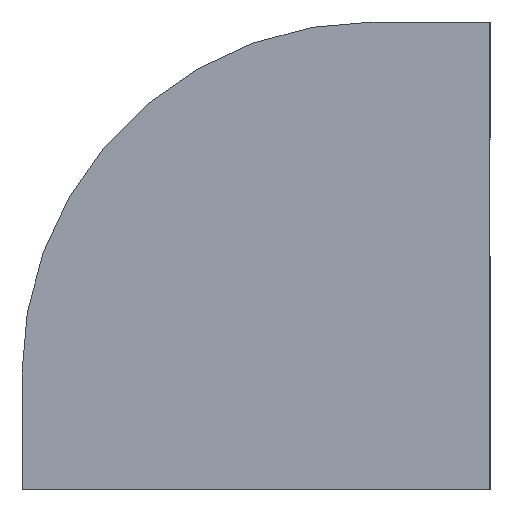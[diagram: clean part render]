
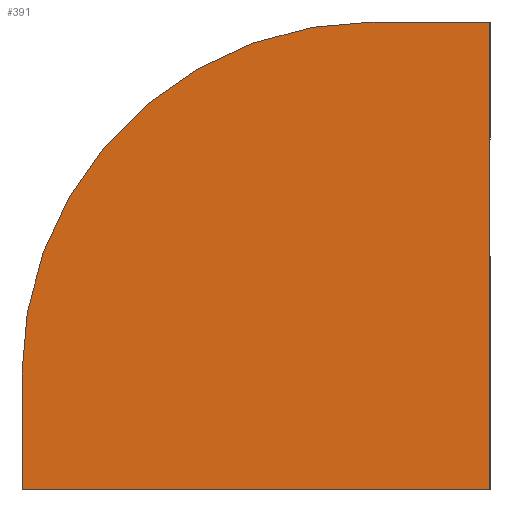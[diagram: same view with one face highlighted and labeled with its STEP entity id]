
A CAD part, left-side view. The second image highlights one B-rep face of the part: STEP entity #391.
In plain terms, the highlighted planar face has unit normal (-1, 0, 0).
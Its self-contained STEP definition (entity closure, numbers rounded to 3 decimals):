
#7 = CARTESIAN_POINT ( 'NONE',  ( -50.127, 0., 42.734 ) ) ;
#33 = DIRECTION ( 'NONE',  ( 0., 0., -1. ) ) ;
#45 = VECTOR ( 'NONE', #173, 1000. ) ;
#60 = EDGE_CURVE ( 'NONE', #509, #380, #495, .T. ) ;
#61 = ORIENTED_EDGE ( 'NONE', *, *, #340, .F. ) ;
#73 = EDGE_CURVE ( 'NONE', #380, #422, #105, .T. ) ;
#82 = DIRECTION ( 'NONE',  ( -1., 0., 0. ) ) ;
#105 = LINE ( 'NONE', #140, #622 ) ;
#124 = EDGE_LOOP ( 'NONE', ( #61, #363, #506, #311, #289 ) ) ;
#125 = CARTESIAN_POINT ( 'NONE',  ( -50.127, 0., -21.266 ) ) ;
#135 = CARTESIAN_POINT ( 'NONE',  ( -50.127, 16., 42.734 ) ) ;
#140 = CARTESIAN_POINT ( 'NONE',  ( -50.127, 0., 42.734 ) ) ;
#169 = DIRECTION ( 'NONE',  ( 0., 0., -1. ) ) ;
#173 = DIRECTION ( 'NONE',  ( 0., -1., 0. ) ) ;
#181 = AXIS2_PLACEMENT_3D ( 'NONE', #278, #82, #33 ) ;
#190 = CARTESIAN_POINT ( 'NONE',  ( -50.127, 16., -21.266 ) ) ;
#193 = DIRECTION ( 'NONE',  ( 0., -1., 0. ) ) ;
#220 = AXIS2_PLACEMENT_3D ( 'NONE', #135, #416, #169 ) ;
#222 = CARTESIAN_POINT ( 'NONE',  ( -50.127, 16., 42.734 ) ) ;
#230 = LINE ( 'NONE', #222, #45 ) ;
#269 = VECTOR ( 'NONE', #193, 1000. ) ;
#271 = FACE_OUTER_BOUND ( 'NONE', #124, .T. ) ;
#278 = CARTESIAN_POINT ( 'NONE',  ( -50.127, 16., -5.266 ) ) ;
#283 = LINE ( 'NONE', #609, #343 ) ;
#289 = ORIENTED_EDGE ( 'NONE', *, *, #73, .T. ) ;
#300 = CARTESIAN_POINT ( 'NONE',  ( -50.127, 64., -21.266 ) ) ;
#310 = EDGE_CURVE ( 'NONE', #373, #528, #464, .T. ) ;
#311 = ORIENTED_EDGE ( 'NONE', *, *, #60, .T. ) ;
#317 = EDGE_CURVE ( 'NONE', #509, #528, #283, .T. ) ;
#327 = DIRECTION ( 'NONE',  ( 0., 0., 1. ) ) ;
#340 = EDGE_CURVE ( 'NONE', #373, #422, #230, .T. ) ;
#343 = VECTOR ( 'NONE', #327, 1000. ) ;
#363 = ORIENTED_EDGE ( 'NONE', *, *, #310, .T. ) ;
#373 = VERTEX_POINT ( 'NONE', #375 ) ;
#375 = CARTESIAN_POINT ( 'NONE',  ( -50.127, 16., 42.734 ) ) ;
#380 = VERTEX_POINT ( 'NONE', #125 ) ;
#391 = ADVANCED_FACE ( 'NONE', ( #271 ), #579, .F. ) ;
#393 = DIRECTION ( 'NONE',  ( 0., 0., 1. ) ) ;
#416 = DIRECTION ( 'NONE',  ( 1., 0., 0. ) ) ;
#422 = VERTEX_POINT ( 'NONE', #7 ) ;
#442 = CARTESIAN_POINT ( 'NONE',  ( -50.127, 64., -5.266 ) ) ;
#464 = CIRCLE ( 'NONE', #181, 48. ) ;
#495 = LINE ( 'NONE', #190, #269 ) ;
#506 = ORIENTED_EDGE ( 'NONE', *, *, #317, .F. ) ;
#509 = VERTEX_POINT ( 'NONE', #300 ) ;
#528 = VERTEX_POINT ( 'NONE', #442 ) ;
#579 = PLANE ( 'NONE',  #220 ) ;
#609 = CARTESIAN_POINT ( 'NONE',  ( -50.127, 64., 42.734 ) ) ;
#622 = VECTOR ( 'NONE', #393, 1000. ) ;
